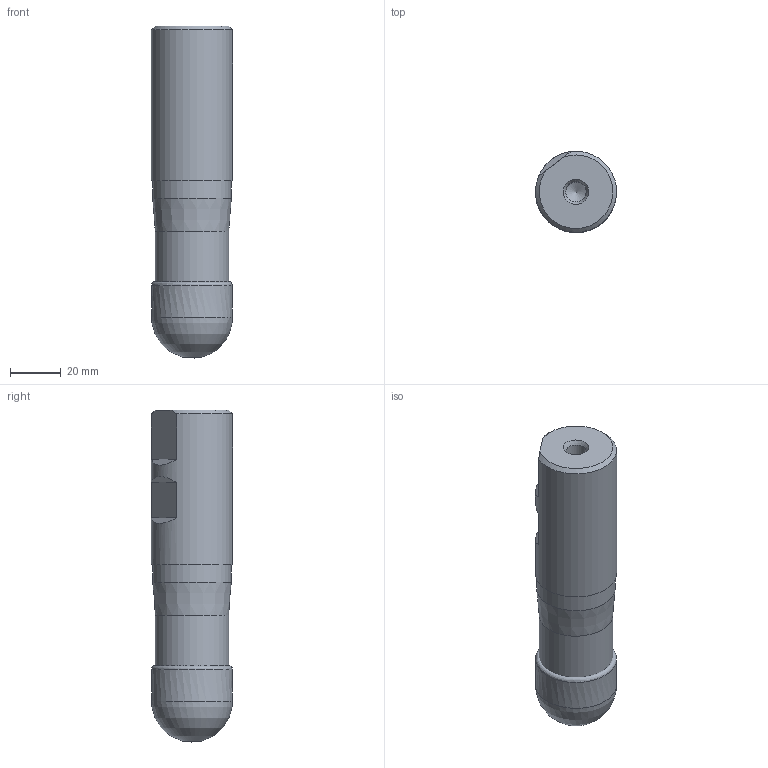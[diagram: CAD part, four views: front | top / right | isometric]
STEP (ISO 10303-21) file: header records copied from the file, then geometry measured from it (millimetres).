
FILE_DESCRIPTION(/* description */ (''),/* implementation_level */ '2;1');
FILE_NAME(/* name */ '32L2R070B32-SZP32-C_115009714ndi000_00-SIM.stp',/* time_stamp */ '2020-01-29T09:49:12+01:00',/* author */ (''),/* organization */ (''),/* preprocessor_version */ 'ST-DEVELOPER v16.7',/* originating_system */ 'SIEMENS PLM Software NX 12.0',/* authorisation */ '');
FILE_SCHEMA (('AUTOMOTIVE_DESIGN { 1 0 10303 214 3 1 1 1 }'));
Length unit declared in the file: millimetre
Products named in the file (1): hm150CFC4DB5us14
Bounding box: 31.97 x 31.97 x 130.93 mm (x, y, z)
Volume: 104032.1 mm3; surface area: 19616.5 mm2
Topology: 2 solids, 2 shells, 35 faces, 87 edges, 57 vertices
Faces by surface type: revolution 12, cone 8, plane 8, cylinder 4, sphere 3
Full cylindrical faces by diameter (mm): 8 x1, 29 x1, 31 x1, 32 x1
Entity records: 834 total; most frequent: CARTESIAN_POINT 152, DIRECTION 141, ORIENTED_EDGE 84, EDGE_LOOP 63, AXIS2_PLACEMENT_3D 59, FACE_BOUND 57, EDGE_CURVE 42, VERTEX_POINT 38
